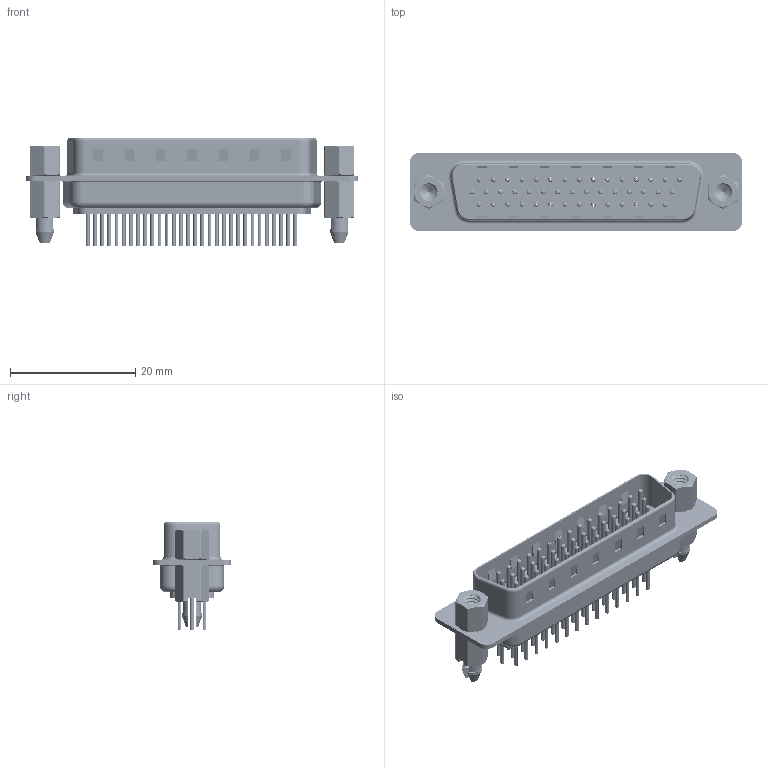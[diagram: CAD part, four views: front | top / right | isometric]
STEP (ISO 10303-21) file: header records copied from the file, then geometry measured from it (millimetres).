
FILE_DESCRIPTION (( 'STEP AP203' ), '1' );
FILE_NAME ('MHHDD-44MNS-H1.STEP', '2025-11-21T20:14:47', ( '' ), ( '' ), 'SwSTEP 2.0', 'SolidWorks 2023', '' );
FILE_SCHEMA (( 'CONFIG_CONTROL_DESIGN' ));
Length unit declared in the file: millimetre
Products named in the file (9): MHHDD 4-40 Threaded Boardlock_LP; MHHDD Contact Row 2_30; MHHDD Housing_44 Contacts; MHHDD-44MNS-H1; MHHDD Shell Rear_44 Contacts; MHHDD Contact Row 1_30; MHHDD Contact Row 3_30; MHHDD 4-40 Hex Standoff; MHHDD Shell Front_44 Contacts
Assembly tree (51 placements, depth 2):
  MHHDD-44MNS-H1
    MHHDD Housing_44 Contacts
    MHHDD Shell Front_44 Contacts
    MHHDD Shell Rear_44 Contacts
    MHHDD Contact Row 1_30  x15
    MHHDD Contact Row 2_30  x15
    MHHDD Contact Row 3_30  x14
    MHHDD 4-40 Hex Standoff  x2
    MHHDD 4-40 Threaded Boardlock_LP  x2
Bounding box: 53.04 x 12.55 x 17.15 mm (x, y, z)
Volume: 2927.7 mm3; surface area: 10596.5 mm2
Topology: 51 solids, 51 shells, 4974 faces, 13189 edges, 8150 vertices
Faces by surface type: cylinder 1869, torus 1326, plane 1281, cone 480, bspline 18
Entity records: 39447 total; most frequent: CARTESIAN_POINT 10897, DIRECTION 5860, ORIENTED_EDGE 5338, EDGE_CURVE 2669, AXIS2_PLACEMENT_3D 2356, VERTEX_POINT 1713, EDGE_LOOP 1298, CIRCLE 1241
